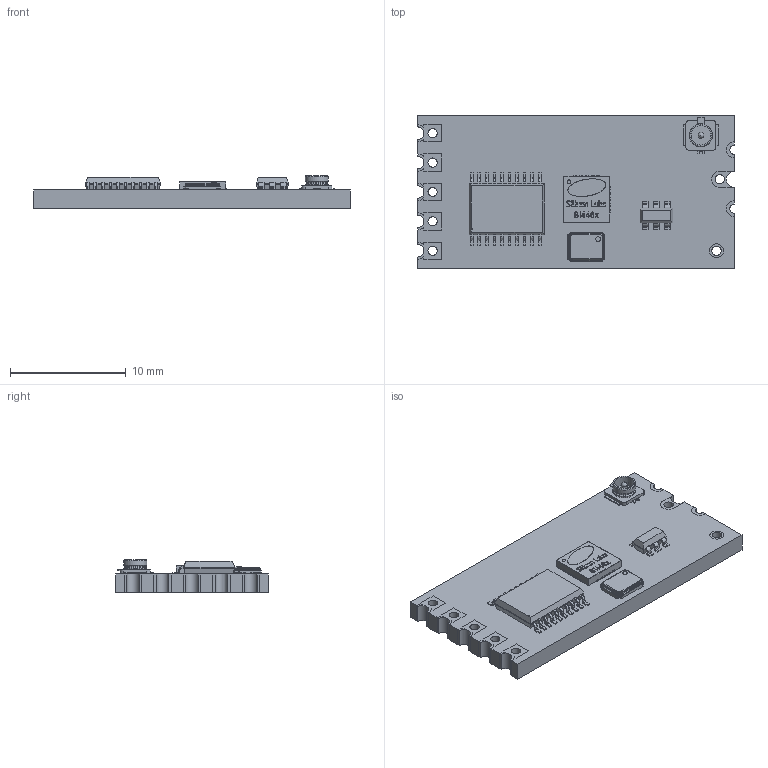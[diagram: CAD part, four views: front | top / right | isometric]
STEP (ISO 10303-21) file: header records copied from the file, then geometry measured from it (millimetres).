
FILE_DESCRIPTION(/* description */ (''),/* implementation_level */ '2;1');
FILE_NAME(/* name */ 'HC12.step',/* time_stamp */ '2022-09-10T20:22:57+03:00',/* author */ (''),/* organization */ (''),/* preprocessor_version */ 'ST-DEVELOPER v19',/* originating_system */ 'Autodesk Translation Framework v11.7.0.108',/* authorisation */ '');
FILE_SCHEMA (('AUTOMOTIVE_DESIGN { 1 0 10303 214 3 1 1 }'));
Length unit declared in the file: millimetre
Products named in the file (7): HC12; TSSOP20; Si4468_QFN20 4x4; IPEX_HF; Fusion; Resonator_3225; SOT-23-6
Assembly tree (6 placements, depth 3):
  HC12
    TSSOP20
    Si4468_QFN20 4x4
    IPEX_HF
      Fusion
    Resonator_3225
    SOT-23-6
Bounding box: 27.4 x 13.2 x 2.85 mm (x, y, z)
Volume: 620.1 mm3; surface area: 1243.1 mm2
Topology: 40 solids, 40 shells, 1932 faces, 5107 edges, 3286 vertices
Faces by surface type: plane 1354, cylinder 472, torus 92, bspline 10, cone 3, sphere 1
Full cylindrical faces by diameter (mm): 0.4 x1, 0.5 x1, 0.8 x7, 1.2 x2, 1.7 x1, 1.855 x1, 2 x2
Entity records: 60353 total; most frequent: CARTESIAN_POINT 11523, ORIENTED_EDGE 10212, DIRECTION 9747, EDGE_CURVE 5106, LINE 4115, VECTOR 4115, VERTEX_POINT 3286, AXIS2_PLACEMENT_3D 2816
